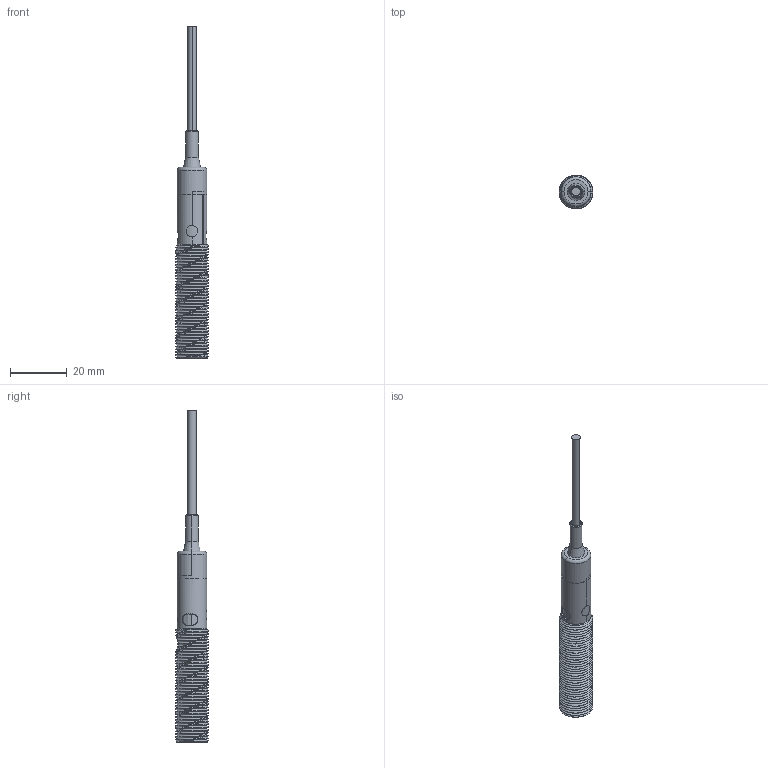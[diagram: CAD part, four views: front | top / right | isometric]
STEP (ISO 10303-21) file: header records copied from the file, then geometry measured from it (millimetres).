
FILE_DESCRIPTION((''),'2;1');
FILE_NAME('137695_SW','2008-01-07T',('banengservice'),('BANNER ENGINEERING'),'PRO/ENGINEER BY PARAMETRIC TECHNOLOGY CORPORATION, 2006170','PRO/ENGINEER BY PARAMETRIC TECHNOLOGY CORPORATION, 2006170','');
FILE_SCHEMA(('CONFIG_CONTROL_DESIGN'));
Length unit declared in the file: inch
Products named in the file (1): 137695_SW
Bounding box: 11.88 x 11.88 x 117.5 mm (x, y, z)
Volume: 3342.3 mm3; surface area: 9457.2 mm2
Topology: 6 solids, 6 shells, 470 faces, 1257 edges, 791 vertices
Faces by surface type: cylinder 179, plane 149, bspline 58, cone 38, torus 35, sphere 6, revolution 5
Entity records: 35165 total; most frequent: CARTESIAN_POINT 24032, ORIENTED_EDGE 2506, DIRECTION 2043, EDGE_CURVE 1253, VERTEX_POINT 791, AXIS2_PLACEMENT_3D 755, VECTOR 528, LINE 528
